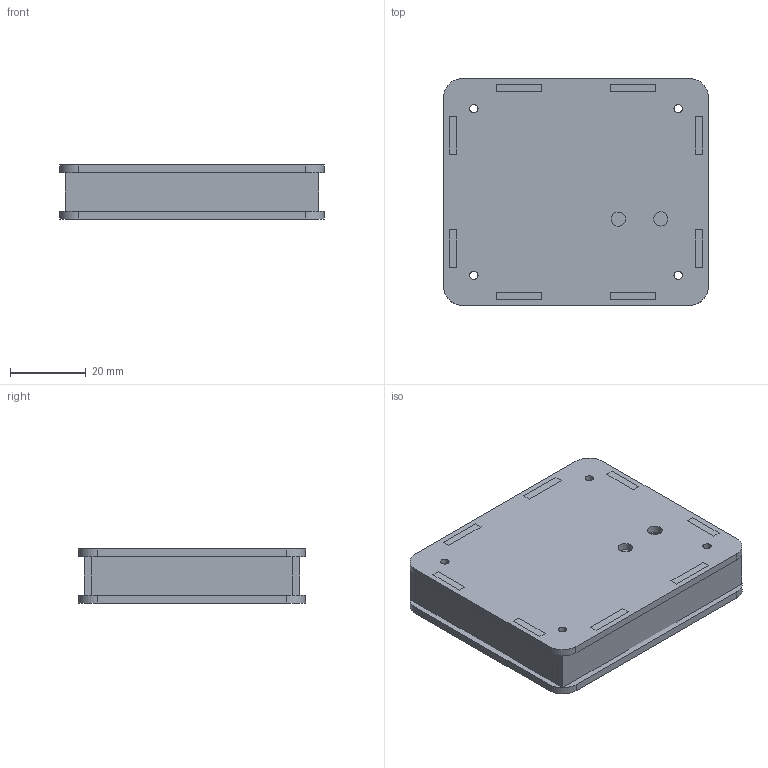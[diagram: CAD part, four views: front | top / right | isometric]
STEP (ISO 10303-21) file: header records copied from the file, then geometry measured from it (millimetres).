
FILE_DESCRIPTION(/* description */ (''),/* implementation_level */ '2;1');
FILE_NAME(/* name */ 'Enclosure v3.step',/* time_stamp */ '2022-02-15T23:25:27+06:00',/* author */ (''),/* organization */ (''),/* preprocessor_version */ 'ST-DEVELOPER v18.1',/* originating_system */ 'Autodesk Translation Framework v10.13.0.1454',/* authorisation */ '');
FILE_SCHEMA (('AUTOMOTIVE_DESIGN { 1 0 10303 214 3 1 1 }'));
Length unit declared in the file: millimetre
Products named in the file (7): Enclosure; Bottom; Left; Right; Front; Back; Top
Assembly tree (6 placements, depth 2):
  Enclosure
    Bottom
    Left
    Right
    Front
    Back
    Top
Bounding box: 70 x 60 x 14.3 mm (x, y, z)
Volume: 21552 mm3; surface area: 24800.8 mm2
Topology: 6 solids, 6 shells, 182 faces, 510 edges, 340 vertices
Faces by surface type: plane 164, cylinder 18
Full cylindrical faces by diameter (mm): 2.2 x8, 3.8 x2
Entity records: 6094 total; most frequent: CARTESIAN_POINT 1045, ORIENTED_EDGE 1020, DIRECTION 936, EDGE_CURVE 510, LINE 474, VECTOR 474, VERTEX_POINT 340, EDGE_LOOP 234
